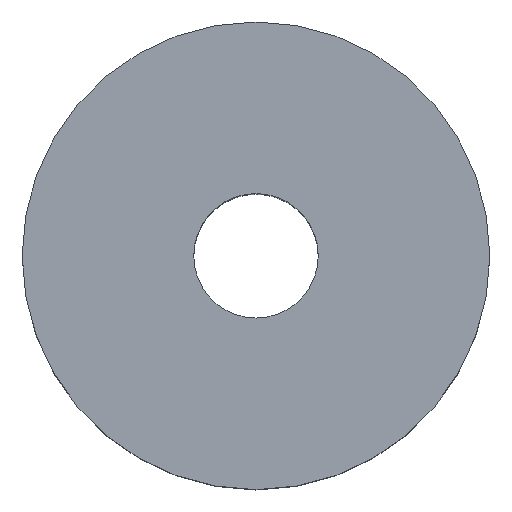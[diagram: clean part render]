
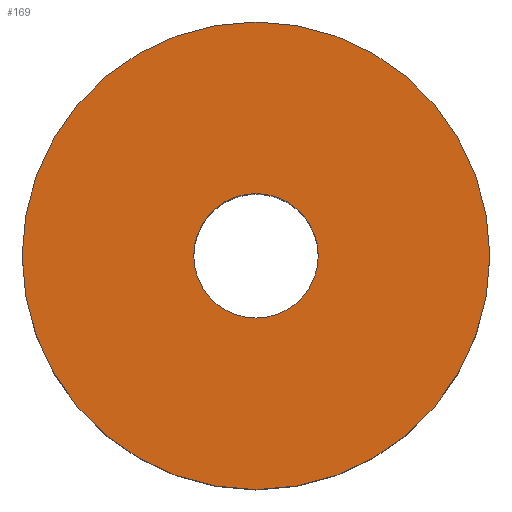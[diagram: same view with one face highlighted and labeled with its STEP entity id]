
A CAD part, top view. The second image highlights one B-rep face of the part: STEP entity #169.
In plain terms, the highlighted planar face has unit normal (0, 0, 1).
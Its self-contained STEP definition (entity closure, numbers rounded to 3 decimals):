
#17=FACE_BOUND('',#47,.T.);
#24=PLANE('',#203);
#34=FACE_OUTER_BOUND('',#46,.T.);
#46=EDGE_LOOP('',(#155));
#47=EDGE_LOOP('',(#156));
#70=CIRCLE('',#185,1.265);
#79=CIRCLE('',#202,4.75);
#80=VERTEX_POINT('',#259);
#93=VERTEX_POINT('',#299);
#94=EDGE_CURVE('',#80,#80,#70,.T.);
#113=EDGE_CURVE('',#93,#93,#79,.T.);
#155=ORIENTED_EDGE('',*,*,#113,.T.);
#156=ORIENTED_EDGE('',*,*,#94,.T.);
#169=ADVANCED_FACE('',(#34,#17),#24,.T.);
#185=AXIS2_PLACEMENT_3D('',#260,#208,#209);
#202=AXIS2_PLACEMENT_3D('',#300,#252,#253);
#203=AXIS2_PLACEMENT_3D('',#302,#255,#256);
#208=DIRECTION('center_axis',(0.,0.,-1.));
#209=DIRECTION('ref_axis',(1.,0.,0.));
#252=DIRECTION('center_axis',(0.,0.,1.));
#253=DIRECTION('ref_axis',(1.,0.,0.));
#255=DIRECTION('center_axis',(0.,0.,1.));
#256=DIRECTION('ref_axis',(1.,0.,0.));
#259=CARTESIAN_POINT('',(-1.265,0.,0.));
#260=CARTESIAN_POINT('Origin',(0.,0.,0.));
#299=CARTESIAN_POINT('',(-4.75,0.,0.));
#300=CARTESIAN_POINT('Origin',(0.,0.,0.));
#302=CARTESIAN_POINT('Origin',(0.,0.,0.));
